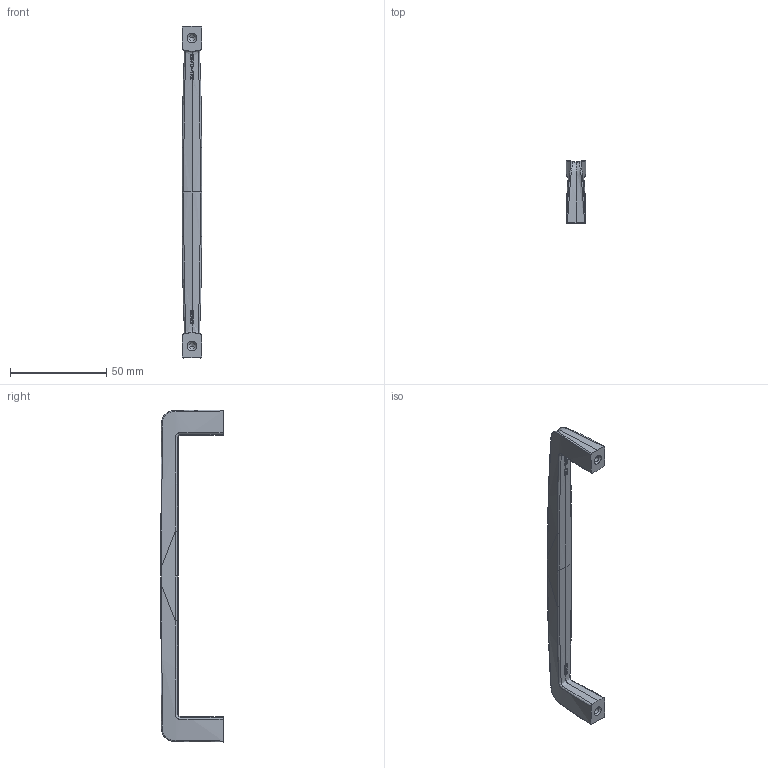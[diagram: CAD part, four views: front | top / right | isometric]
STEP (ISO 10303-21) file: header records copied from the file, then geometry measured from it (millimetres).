
FILE_DESCRIPTION(('Creo Elements/Direct Modeling STEP Export'),'2;1');
FILE_NAME('2570-172.stp','2021-07-22T14:15:07',(''),(''),'Creo Elements/Direct Modeling STEP processor for AP214 (Solid Model)','Creo Elements/Direct Modeling 20.0 12-Nov-2016 (C) Parametric Technology GmbH','');
FILE_SCHEMA(('AUTOMOTIVE_DESIGN { 1 0 10303 214 1 1 1 1 }'));
Length unit declared in the file: millimetre
Products named in the file (2): ZN-11536
Assembly tree (1 placements, depth 2):
  ZN-11536
    ZN-11536
Bounding box: 10 x 32.32 x 172.42 mm (x, y, z)
Volume: 17853.1 mm3; surface area: 8153.6 mm2
Topology: 1 solids, 1 shells, 502 faces, 1455 edges, 959 vertices
Faces by surface type: plane 440, bspline 42, cylinder 12, cone 8
Entity records: 39132 total; most frequent: CARTESIAN_POINT 27087, ORIENTED_EDGE 2902, EDGE_CURVE 1451, DIRECTION 1416, B_SPLINE_CURVE_WITH_KNOTS 965, VERTEX_POINT 959, SURFACE_CURVE 865, EDGE_LOOP 510
